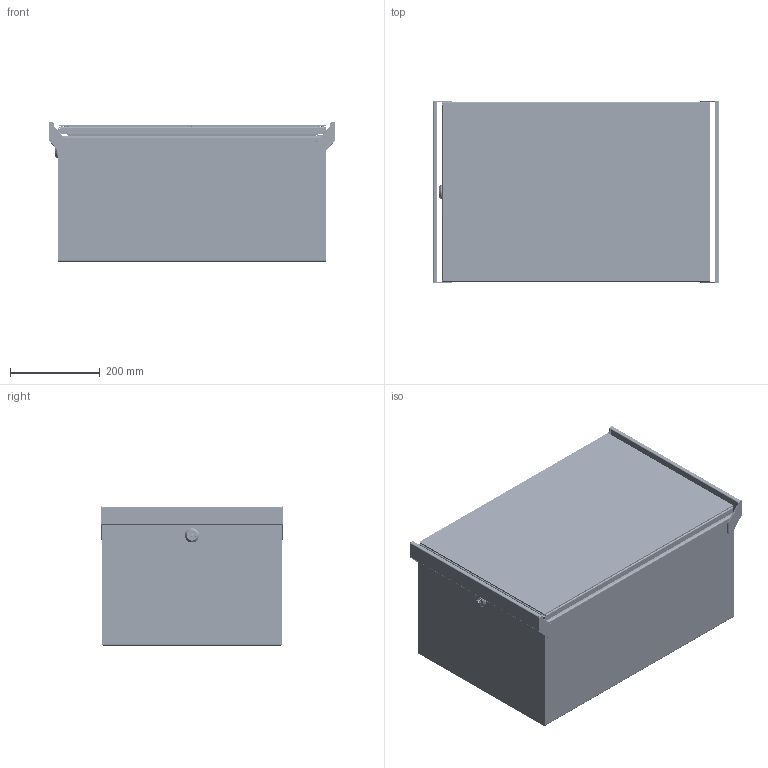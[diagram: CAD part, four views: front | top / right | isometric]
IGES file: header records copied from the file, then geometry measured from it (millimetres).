
Start section: SolidWorks IGES file using analytic representation for surfaces
Global section: file name: ENG-130000.IGS,; native system: SolidWorks 2010; preprocessor: SolidWorks 2010; author: knote; date: 111123.150024; units: millimetre
Bounding box: 640 x 408 x 311.5 mm (x, y, z)
Surface area: 3286736 mm2 (no closed solid volume)
Topology: 0 solids, 0 shells, 2561 faces, 38365 edges, 38326 vertices
Faces by surface type: revolution 1304, bspline 1257
